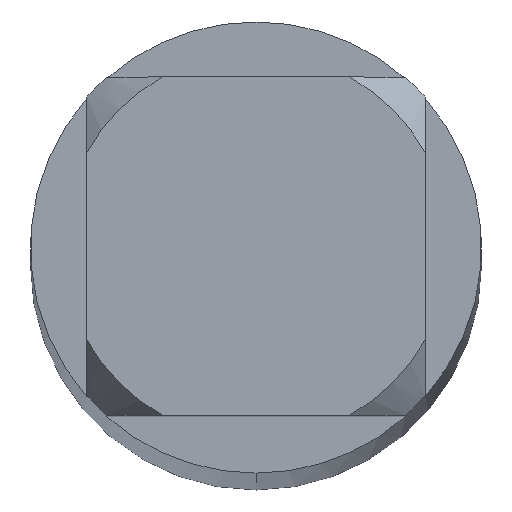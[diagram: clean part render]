
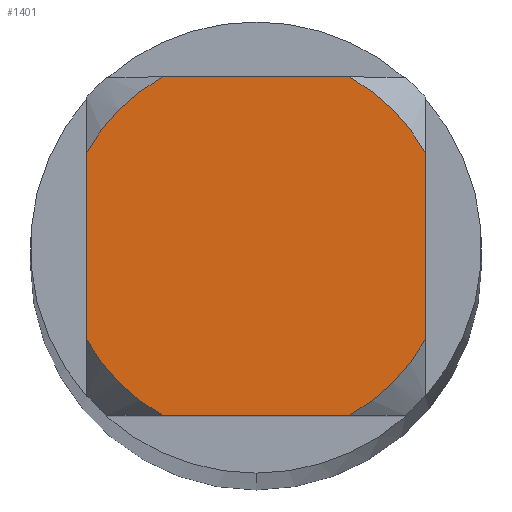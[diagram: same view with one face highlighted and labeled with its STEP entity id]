
A CAD part, top view. The second image highlights one B-rep face of the part: STEP entity #1401.
In plain terms, the highlighted planar face has unit normal (0, 0, 1).
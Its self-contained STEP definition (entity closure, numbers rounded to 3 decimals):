
#1401=ADVANCED_FACE('',(#3651),#3652,.T.);
#1543=VERTEX_POINT('',#3805);
#1687=EDGE_CURVE('',#3251,#1543,#3962,.T.);
#1751=VERTEX_POINT('',#4029);
#1755=EDGE_CURVE('',#2251,#1543,#4033,.T.);
#1841=EDGE_CURVE('',#1751,#1865,#4127,.T.);
#1865=VERTEX_POINT('',#4154);
#1923=VERTEX_POINT('',#4220);
#2095=EDGE_CURVE('',#1923,#3223,#4410,.T.);
#2251=VERTEX_POINT('',#4580);
#2295=EDGE_CURVE('',#2251,#3223,#4626,.T.);
#2307=EDGE_CURVE('',#1923,#2683,#4640,.T.);
#2683=VERTEX_POINT('',#5047);
#2855=EDGE_CURVE('',#3251,#1865,#5233,.T.);
#2949=EDGE_CURVE('',#1751,#2683,#5338,.T.);
#3223=VERTEX_POINT('',#5645);
#3251=VERTEX_POINT('',#5678);
#3651=FACE_OUTER_BOUND('',#6360,.T.);
#3652=PLANE('',#6361);
#3805=CARTESIAN_POINT('',(0.581,-1.05,0.0));
#3962=LINE('',#7043,#7044);
#4029=CARTESIAN_POINT('',(-1.05,0.581,0.0));
#4033=CIRCLE('',#7300,1.2);
#4127=LINE('',#7738,#7739);
#4154=CARTESIAN_POINT('',(-1.05,-0.581,0.0));
#4220=CARTESIAN_POINT('',(0.581,1.05,0.0));
#4410=CIRCLE('',#8386,1.2);
#4580=CARTESIAN_POINT('',(1.05,-0.581,0.0));
#4626=LINE('',#9040,#9041);
#4640=LINE('',#9059,#9060);
#5047=CARTESIAN_POINT('',(-0.581,1.05,0.0));
#5233=CIRCLE('',#10363,1.2);
#5338=CIRCLE('',#10556,1.2);
#5645=CARTESIAN_POINT('',(1.05,0.581,0.0));
#5678=CARTESIAN_POINT('',(-0.581,-1.05,0.0));
#6360=EDGE_LOOP('',(#12207,#12208,#12209,#12210,#12211,#12212,#12213,#12214));
#6361=AXIS2_PLACEMENT_3D('',#12215,#12216,#12217);
#7043=CARTESIAN_POINT('',(0.0,-1.05,0.0));
#7044=VECTOR('',#12538,1.0);
#7300=AXIS2_PLACEMENT_3D('',#12580,#12581,#12582);
#7738=CARTESIAN_POINT('',(-1.05,0.3,0.0));
#7739=VECTOR('',#12764,1.0);
#8386=AXIS2_PLACEMENT_3D('',#13076,#13077,#13078);
#9040=CARTESIAN_POINT('',(1.05,0.3,0.0));
#9041=VECTOR('',#13266,1.0);
#9059=CARTESIAN_POINT('',(0.0,1.05,0.0));
#9060=VECTOR('',#13304,1.0);
#10363=AXIS2_PLACEMENT_3D('',#13901,#13902,#13903);
#10556=AXIS2_PLACEMENT_3D('',#14035,#14036,#14037);
#12207=ORIENTED_EDGE('',*,*,#1841,.T.);
#12208=ORIENTED_EDGE('',*,*,#2855,.F.);
#12209=ORIENTED_EDGE('',*,*,#1687,.T.);
#12210=ORIENTED_EDGE('',*,*,#1755,.F.);
#12211=ORIENTED_EDGE('',*,*,#2295,.T.);
#12212=ORIENTED_EDGE('',*,*,#2095,.F.);
#12213=ORIENTED_EDGE('',*,*,#2307,.T.);
#12214=ORIENTED_EDGE('',*,*,#2949,.F.);
#12215=CARTESIAN_POINT('',(0.0,0.6,0.0));
#12216=DIRECTION('',(-0.0,0.0,1.0));
#12217=DIRECTION('',(0.0,-1.0,0.0));
#12538=DIRECTION('',(1.0,0.0,0.0));
#12580=CARTESIAN_POINT('',(0.0,0.0,0.0));
#12581=DIRECTION('',(0.0,0.0,-1.0));
#12582=DIRECTION('',(0.0,1.0,0.0));
#12764=DIRECTION('',(-0.0,-1.0,0.0));
#13076=CARTESIAN_POINT('',(0.0,0.0,0.0));
#13077=DIRECTION('',(0.0,0.0,-1.0));
#13078=DIRECTION('',(0.0,1.0,0.0));
#13266=DIRECTION('',(-0.0,1.0,0.0));
#13304=DIRECTION('',(-1.0,0.0,0.0));
#13901=CARTESIAN_POINT('',(0.0,0.0,0.0));
#13902=DIRECTION('',(0.0,0.0,-1.0));
#13903=DIRECTION('',(0.0,1.0,0.0));
#14035=CARTESIAN_POINT('',(0.0,0.0,0.0));
#14036=DIRECTION('',(0.0,0.0,-1.0));
#14037=DIRECTION('',(0.0,1.0,0.0));
